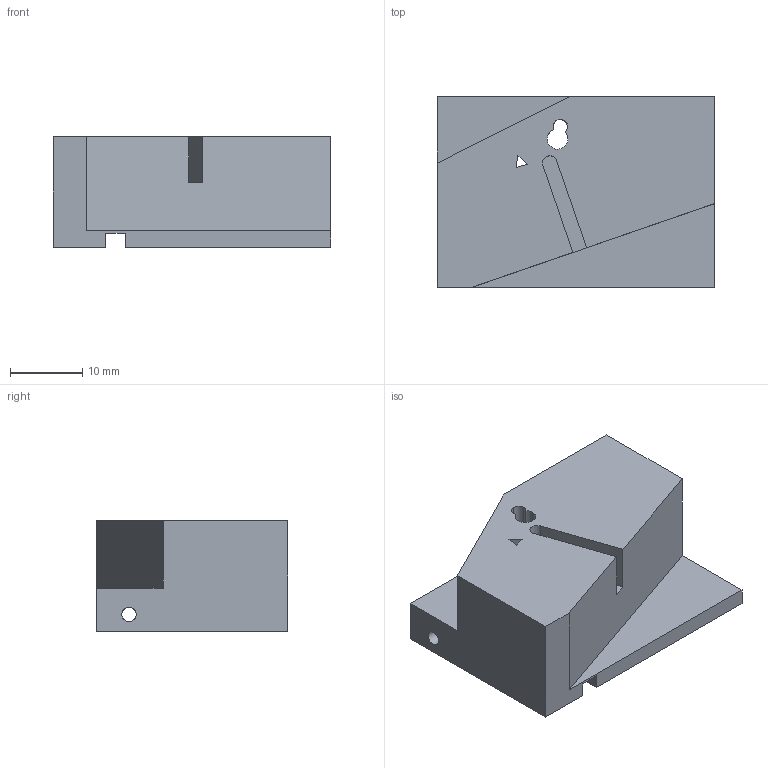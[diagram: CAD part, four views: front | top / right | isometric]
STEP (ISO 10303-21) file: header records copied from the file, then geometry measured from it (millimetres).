
FILE_DESCRIPTION(('Open CASCADE Model'),'2;1');
FILE_NAME('Open CASCADE Shape Model','2021-05-10T09:47:24',('Author'),( 'Open CASCADE'),'Open CASCADE STEP processor 7.4','Open CASCADE 7.4' ,'Unknown');
FILE_SCHEMA(('AUTOMOTIVE_DESIGN { 1 0 10303 214 1 1 1 1 }'));
Length unit declared in the file: millimetre
Products named in the file (1): Open CASCADE STEP translator 7.4 575
Bounding box: 38.53 x 26.58 x 15.37 mm (x, y, z)
Volume: 11770.4 mm3; surface area: 4560.6 mm2
Topology: 1 solids, 1 shells, 28 faces, 90 edges, 60 vertices
Faces by surface type: plane 21, cylinder 7
Full cylindrical faces by diameter (mm): 2 x2
Entity records: 4500 total; most frequent: CARTESIAN_POINT 2765, DIRECTION 298, LINE 196, VECTOR 196, ORIENTED_EDGE 180, PCURVE 180, DEFINITIONAL_REPRESENTATION 180, EDGE_CURVE 90
